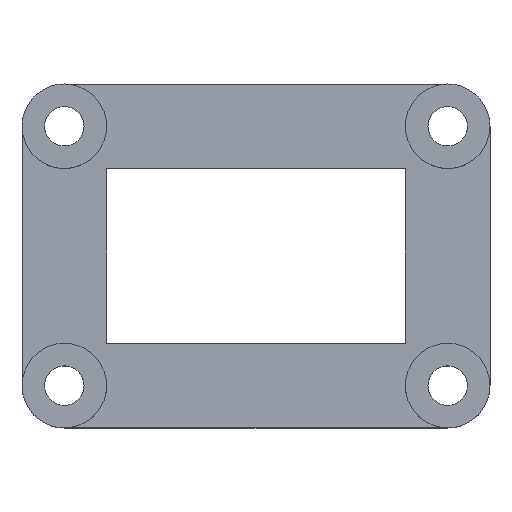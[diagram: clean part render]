
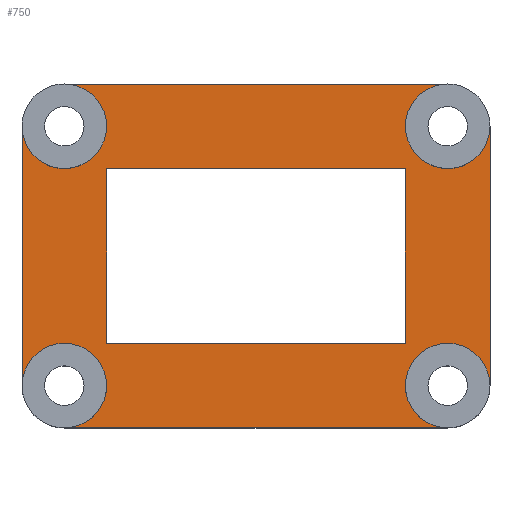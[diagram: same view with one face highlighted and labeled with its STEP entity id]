
A CAD part, top view. The second image highlights one B-rep face of the part: STEP entity #750.
In plain terms, the highlighted planar face has unit normal (0, 0, 1).
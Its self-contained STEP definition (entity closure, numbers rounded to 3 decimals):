
#55=LINE('',#1126,#139);
#60=LINE('',#1136,#144);
#65=LINE('',#1146,#149);
#81=LINE('',#1192,#165);
#85=LINE('',#1200,#169);
#95=LINE('',#1219,#179);
#97=LINE('',#1224,#181);
#99=LINE('',#1234,#183);
#139=VECTOR('',#910,10.);
#144=VECTOR('',#917,10.);
#149=VECTOR('',#924,10.);
#165=VECTOR('',#966,10.);
#169=VECTOR('',#976,10.);
#179=VECTOR('',#994,10.);
#181=VECTOR('',#998,10.);
#183=VECTOR('',#1012,10.);
#199=FACE_BOUND('',#274,.T.);
#228=FACE_OUTER_BOUND('',#273,.T.);
#273=EDGE_LOOP('',(#632,#633,#634,#635,#636,#637,#638,#639,#640,#641));
#274=EDGE_LOOP('',(#642,#643,#644,#645));
#299=CIRCLE('',#811,3.75);
#300=CIRCLE('',#819,3.75);
#301=CIRCLE('',#820,3.75);
#302=CIRCLE('',#821,3.75);
#303=CIRCLE('',#822,3.75);
#304=CIRCLE('',#823,3.75);
#338=VERTEX_POINT('',#1123);
#339=VERTEX_POINT('',#1125);
#342=VERTEX_POINT('',#1133);
#343=VERTEX_POINT('',#1135);
#346=VERTEX_POINT('',#1143);
#347=VERTEX_POINT('',#1145);
#363=VERTEX_POINT('',#1189);
#364=VERTEX_POINT('',#1191);
#365=VERTEX_POINT('',#1198);
#370=VERTEX_POINT('',#1217);
#371=VERTEX_POINT('',#1221);
#372=VERTEX_POINT('',#1223);
#373=VERTEX_POINT('',#1227);
#374=VERTEX_POINT('',#1231);
#415=EDGE_CURVE('',#339,#338,#55,.T.);
#420=EDGE_CURVE('',#343,#342,#60,.T.);
#425=EDGE_CURVE('',#347,#346,#65,.T.);
#449=EDGE_CURVE('',#364,#363,#81,.T.);
#452=EDGE_CURVE('',#338,#364,#299,.T.);
#454=EDGE_CURVE('',#346,#365,#85,.T.);
#464=EDGE_CURVE('',#365,#370,#95,.T.);
#466=EDGE_CURVE('',#372,#371,#97,.T.);
#468=EDGE_CURVE('',#363,#373,#300,.T.);
#469=EDGE_CURVE('',#373,#343,#301,.T.);
#470=EDGE_CURVE('',#342,#372,#302,.T.);
#471=EDGE_CURVE('',#371,#374,#303,.T.);
#472=EDGE_CURVE('',#374,#339,#304,.T.);
#473=EDGE_CURVE('',#370,#347,#99,.T.);
#632=ORIENTED_EDGE('',*,*,#452,.T.);
#633=ORIENTED_EDGE('',*,*,#449,.T.);
#634=ORIENTED_EDGE('',*,*,#468,.T.);
#635=ORIENTED_EDGE('',*,*,#469,.T.);
#636=ORIENTED_EDGE('',*,*,#420,.T.);
#637=ORIENTED_EDGE('',*,*,#470,.T.);
#638=ORIENTED_EDGE('',*,*,#466,.T.);
#639=ORIENTED_EDGE('',*,*,#471,.T.);
#640=ORIENTED_EDGE('',*,*,#472,.T.);
#641=ORIENTED_EDGE('',*,*,#415,.T.);
#642=ORIENTED_EDGE('',*,*,#454,.T.);
#643=ORIENTED_EDGE('',*,*,#464,.T.);
#644=ORIENTED_EDGE('',*,*,#473,.T.);
#645=ORIENTED_EDGE('',*,*,#425,.T.);
#720=PLANE('',#818);
#750=ADVANCED_FACE('',(#228,#199),#720,.T.);
#811=AXIS2_PLACEMENT_3D('',#1196,#971,#972);
#818=AXIS2_PLACEMENT_3D('',#1226,#1000,#1001);
#819=AXIS2_PLACEMENT_3D('',#1228,#1002,#1003);
#820=AXIS2_PLACEMENT_3D('',#1229,#1004,#1005);
#821=AXIS2_PLACEMENT_3D('',#1230,#1006,#1007);
#822=AXIS2_PLACEMENT_3D('',#1232,#1008,#1009);
#823=AXIS2_PLACEMENT_3D('',#1233,#1010,#1011);
#910=DIRECTION('',(0.,1.,0.));
#917=DIRECTION('',(0.,-1.,0.));
#924=DIRECTION('',(1.,0.,0.));
#966=DIRECTION('',(-1.,0.,0.));
#971=DIRECTION('center_axis',(0.,0.,-1.));
#972=DIRECTION('ref_axis',(-1.,0.,0.));
#976=DIRECTION('',(0.,-1.,0.));
#994=DIRECTION('',(-1.,0.,0.));
#998=DIRECTION('',(1.,0.,0.));
#1000=DIRECTION('center_axis',(0.,0.,1.));
#1001=DIRECTION('ref_axis',(1.,0.,0.));
#1002=DIRECTION('center_axis',(0.,0.,-1.));
#1003=DIRECTION('ref_axis',(-1.,0.,0.));
#1004=DIRECTION('center_axis',(0.,0.,-1.));
#1005=DIRECTION('ref_axis',(-1.,0.,0.));
#1006=DIRECTION('center_axis',(0.,0.,-1.));
#1007=DIRECTION('ref_axis',(-1.,0.,0.));
#1008=DIRECTION('center_axis',(0.,0.,-1.));
#1009=DIRECTION('ref_axis',(0.,-1.,0.));
#1010=DIRECTION('center_axis',(0.,0.,-1.));
#1011=DIRECTION('ref_axis',(0.,-1.,0.));
#1012=DIRECTION('',(0.,1.,0.));
#1123=CARTESIAN_POINT('',(37.75,23.,3.));
#1125=CARTESIAN_POINT('',(37.75,0.,3.));
#1126=CARTESIAN_POINT('',(37.75,23.,3.));
#1133=CARTESIAN_POINT('',(-3.75,0.,3.));
#1135=CARTESIAN_POINT('',(-3.75,23.,3.));
#1136=CARTESIAN_POINT('',(-3.75,23.,3.));
#1143=CARTESIAN_POINT('',(30.25,19.25,3.));
#1145=CARTESIAN_POINT('',(3.75,19.25,3.));
#1146=CARTESIAN_POINT('',(3.75,19.25,3.));
#1189=CARTESIAN_POINT('',(0.,26.75,3.));
#1191=CARTESIAN_POINT('',(34.,26.75,3.));
#1192=CARTESIAN_POINT('',(-0.034,26.75,3.));
#1196=CARTESIAN_POINT('Origin',(34.,23.,3.));
#1198=CARTESIAN_POINT('',(30.25,3.75,3.));
#1200=CARTESIAN_POINT('',(30.25,0.,3.));
#1217=CARTESIAN_POINT('',(3.75,3.75,3.));
#1219=CARTESIAN_POINT('',(34.,3.75,3.));
#1221=CARTESIAN_POINT('',(34.,-3.75,3.));
#1223=CARTESIAN_POINT('',(0.,-3.75,3.));
#1224=CARTESIAN_POINT('',(0.,-3.75,3.));
#1226=CARTESIAN_POINT('Origin',(17.,17.,3.));
#1227=CARTESIAN_POINT('',(3.75,23.,3.));
#1228=CARTESIAN_POINT('Origin',(0.,23.,3.));
#1229=CARTESIAN_POINT('Origin',(0.,23.,3.));
#1230=CARTESIAN_POINT('Origin',(0.,0.,3.));
#1231=CARTESIAN_POINT('',(30.25,0.,3.));
#1232=CARTESIAN_POINT('Origin',(34.,0.,3.));
#1233=CARTESIAN_POINT('Origin',(34.,0.,3.));
#1234=CARTESIAN_POINT('',(3.75,23.,3.));
